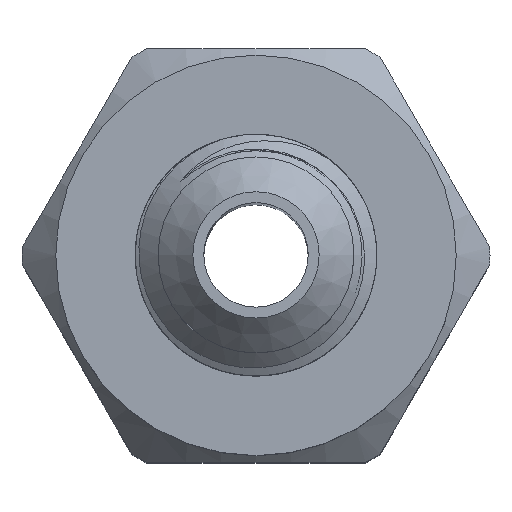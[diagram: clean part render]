
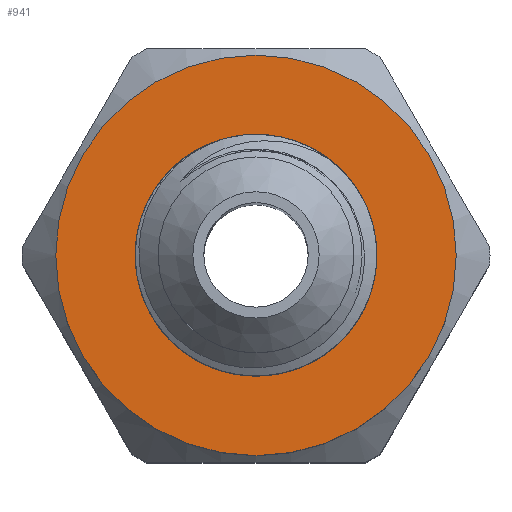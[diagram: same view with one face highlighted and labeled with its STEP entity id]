
A CAD part, top view. The second image highlights one B-rep face of the part: STEP entity #941.
In plain terms, the highlighted planar face has unit normal (0, 0, 1).
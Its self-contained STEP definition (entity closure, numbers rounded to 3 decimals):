
#40=FACE_BOUND('',#160,.T.);
#51=PLANE('',#1055);
#106=FACE_OUTER_BOUND('',#159,.T.);
#159=EDGE_LOOP('',(#840,#841));
#160=EDGE_LOOP('',(#842,#843));
#165=CIRCLE('',#967,5.55);
#166=CIRCLE('',#968,5.55);
#190=CIRCLE('',#1012,9.2);
#191=CIRCLE('',#1013,9.2);
#341=VERTEX_POINT('',#1330);
#342=VERTEX_POINT('',#1332);
#403=VERTEX_POINT('',#3883);
#404=VERTEX_POINT('',#3884);
#440=EDGE_CURVE('',#341,#342,#165,.T.);
#441=EDGE_CURVE('',#342,#341,#166,.T.);
#524=EDGE_CURVE('',#403,#404,#190,.T.);
#525=EDGE_CURVE('',#404,#403,#191,.T.);
#840=ORIENTED_EDGE('',*,*,#524,.T.);
#841=ORIENTED_EDGE('',*,*,#525,.T.);
#842=ORIENTED_EDGE('',*,*,#441,.F.);
#843=ORIENTED_EDGE('',*,*,#440,.F.);
#941=ADVANCED_FACE('',(#106,#40),#51,.T.);
#967=AXIS2_PLACEMENT_3D('',#1333,#1064,#1065);
#968=AXIS2_PLACEMENT_3D('',#1334,#1066,#1067);
#1012=AXIS2_PLACEMENT_3D('',#3885,#1175,#1176);
#1013=AXIS2_PLACEMENT_3D('',#3886,#1177,#1178);
#1055=AXIS2_PLACEMENT_3D('',#4131,#1280,#1281);
#1064=DIRECTION('center_axis',(0.,0.,1.));
#1065=DIRECTION('ref_axis',(1.,0.,0.));
#1066=DIRECTION('center_axis',(0.,0.,1.));
#1067=DIRECTION('ref_axis',(1.,0.,0.));
#1175=DIRECTION('center_axis',(0.,0.,1.));
#1176=DIRECTION('ref_axis',(1.,0.,0.));
#1177=DIRECTION('center_axis',(0.,0.,1.));
#1178=DIRECTION('ref_axis',(1.,0.,0.));
#1280=DIRECTION('center_axis',(0.,0.,1.));
#1281=DIRECTION('ref_axis',(1.,0.,0.));
#1330=CARTESIAN_POINT('',(-11.915,2.452,50.5));
#1332=CARTESIAN_POINT('',(-0.815,2.452,50.5));
#1333=CARTESIAN_POINT('Origin',(-6.365,2.452,50.5));
#1334=CARTESIAN_POINT('Origin',(-6.365,2.452,50.5));
#3883=CARTESIAN_POINT('',(2.835,2.452,50.5));
#3884=CARTESIAN_POINT('',(-15.565,2.452,50.5));
#3885=CARTESIAN_POINT('Origin',(-6.365,2.452,50.5));
#3886=CARTESIAN_POINT('Origin',(-6.365,2.452,50.5));
#4131=CARTESIAN_POINT('Origin',(-6.365,8.002,50.5));
